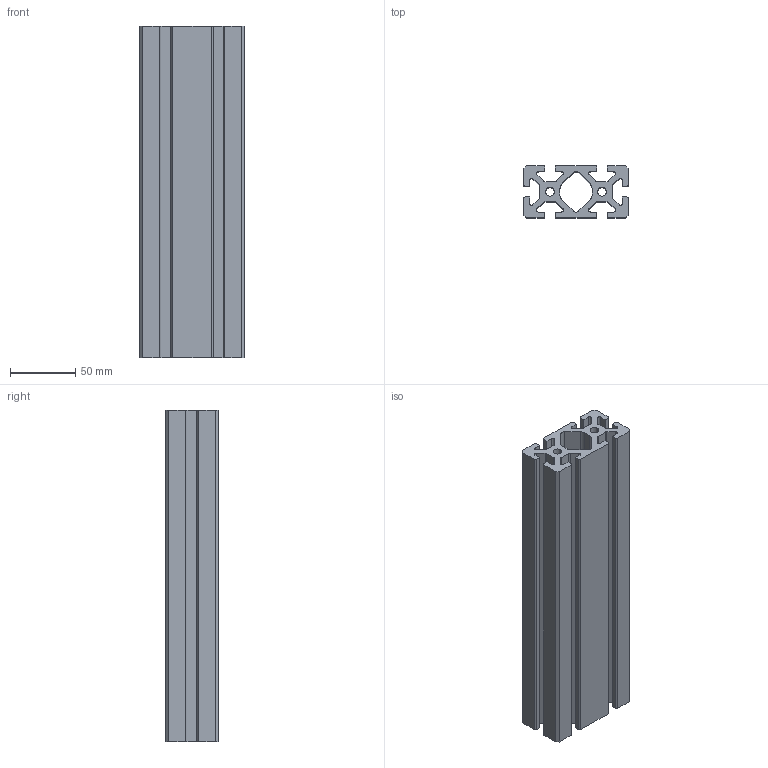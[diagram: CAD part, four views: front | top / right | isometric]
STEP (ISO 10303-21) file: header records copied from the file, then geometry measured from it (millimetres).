
FILE_DESCRIPTION (( 'STEP AP203' ), '1' );
FILE_NAME ('40-4080C.step', '2022-09-20T12:19:54', ( '' ), ( '' ), 'SwSTEP 2.0', 'SolidWorks 2021', '' );
FILE_SCHEMA (( 'CONFIG_CONTROL_DESIGN' ));
Length unit declared in the file: millimetre
Products named in the file (1): 40-4080C
Bounding box: 80 x 40 x 254 mm (x, y, z)
Volume: 406582.5 mm3; surface area: 157495.6 mm2
Topology: 1 solids, 1 shells, 116 faces, 342 edges, 228 vertices
Faces by surface type: plane 64, cylinder 52
Entity records: 3979 total; most frequent: CARTESIAN_POINT 687, ORIENTED_EDGE 684, DIRECTION 680, EDGE_CURVE 342, VECTOR 238, LINE 238, VERTEX_POINT 228, AXIS2_PLACEMENT_3D 221
